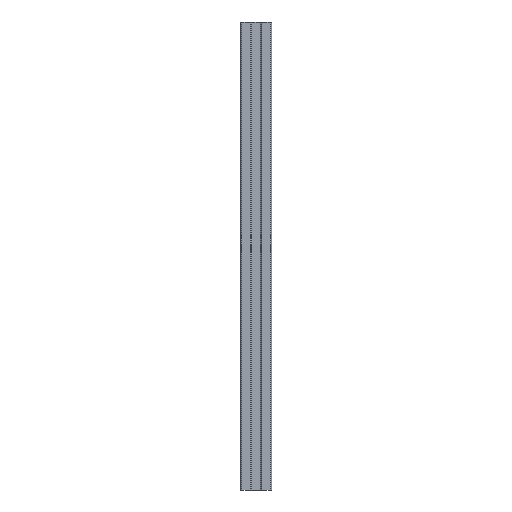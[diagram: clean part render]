
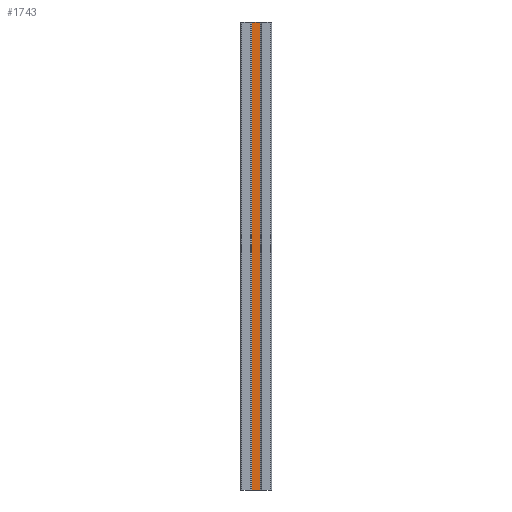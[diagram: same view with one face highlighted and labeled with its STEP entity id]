
A CAD part, left-side view. The second image highlights one B-rep face of the part: STEP entity #1743.
In plain terms, the highlighted planar face has unit normal (-1, 0, 0).
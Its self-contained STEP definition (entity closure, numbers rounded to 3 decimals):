
#28=PLANE('',#1850);
#83=FACE_OUTER_BOUND('',#174,.T.);
#174=EDGE_LOOP('',(#1208,#1209,#1210,#1211));
#296=LINE('',#2623,#489);
#297=LINE('',#2625,#490);
#298=LINE('',#2627,#491);
#299=LINE('',#2628,#492);
#489=VECTOR('',#2074,10.);
#490=VECTOR('',#2075,1000.);
#491=VECTOR('',#2076,1000.);
#492=VECTOR('',#2077,1000.);
#753=VERTEX_POINT('',#2621);
#754=VERTEX_POINT('',#2622);
#755=VERTEX_POINT('',#2624);
#756=VERTEX_POINT('',#2626);
#936=EDGE_CURVE('',#753,#754,#296,.F.);
#937=EDGE_CURVE('',#753,#755,#297,.T.);
#938=EDGE_CURVE('',#755,#756,#298,.T.);
#939=EDGE_CURVE('',#756,#754,#299,.T.);
#1208=ORIENTED_EDGE('',*,*,#936,.F.);
#1209=ORIENTED_EDGE('',*,*,#937,.T.);
#1210=ORIENTED_EDGE('',*,*,#938,.T.);
#1211=ORIENTED_EDGE('',*,*,#939,.T.);
#1743=ADVANCED_FACE('',(#83),#28,.F.);
#1850=AXIS2_PLACEMENT_3D('',#2620,#2072,#2073);
#2072=DIRECTION('center_axis',(1.,0.,0.));
#2073=DIRECTION('ref_axis',(0.,0.,-1.));
#2074=DIRECTION('',(0.,1.,0.));
#2075=DIRECTION('',(0.,0.,-1.));
#2076=DIRECTION('',(0.,-1.,0.));
#2077=DIRECTION('',(0.,0.,1.));
#2620=CARTESIAN_POINT('Origin',(-3.9,0.,250.));
#2621=CARTESIAN_POINT('',(-3.9,2.632,50.));
#2622=CARTESIAN_POINT('',(-3.9,-2.632,50.));
#2623=CARTESIAN_POINT('',(-3.9,0.,50.));
#2624=CARTESIAN_POINT('',(-3.9,2.632,-250.));
#2625=CARTESIAN_POINT('',(-3.9,2.632,-250.));
#2626=CARTESIAN_POINT('',(-3.9,-2.632,-250.));
#2627=CARTESIAN_POINT('',(-3.9,0.,-250.));
#2628=CARTESIAN_POINT('',(-3.9,-2.632,250.));
